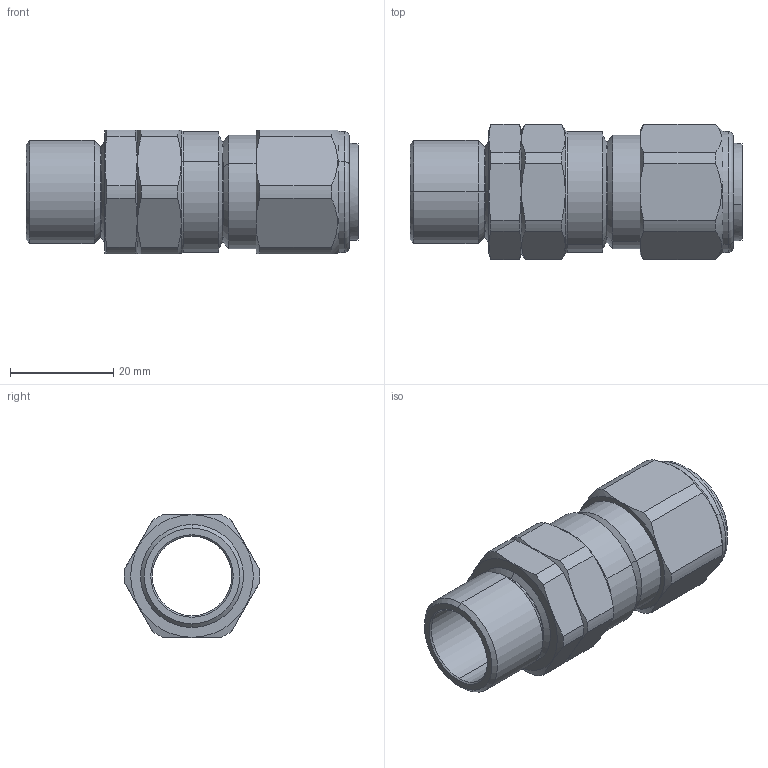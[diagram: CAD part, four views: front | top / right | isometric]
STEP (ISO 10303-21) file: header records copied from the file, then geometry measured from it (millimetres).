
FILE_DESCRIPTION (( 'STEP AP203' ), '1' );
FILE_NAME ('20SCXED1RA.STEP', '2021-03-11T16:15:06', ( '' ), ( '' ), 'SwSTEP 2.0', 'SolidWorks 2017', '' );
FILE_SCHEMA (( 'CONFIG_CONTROL_DESIGN' ));
Length unit declared in the file: millimetre
Products named in the file (1): 20SCXED1RA
Bounding box: 64.45 x 26.39 x 24 mm (x, y, z)
Volume: 14516.4 mm3; surface area: 8802.3 mm2
Topology: 1 solids, 17 shells, 240 faces, 562 edges, 362 vertices
Faces by surface type: plane 88, cylinder 55, bspline 53, cone 38, torus 6
Entity records: 9503 total; most frequent: CARTESIAN_POINT 4282, ORIENTED_EDGE 1124, DIRECTION 934, EDGE_CURVE 562, VERTEX_POINT 362, AXIS2_PLACEMENT_3D 346, EDGE_LOOP 248, VECTOR 242
